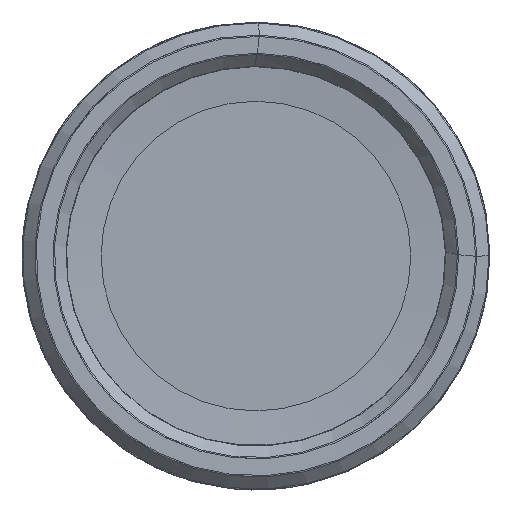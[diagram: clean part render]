
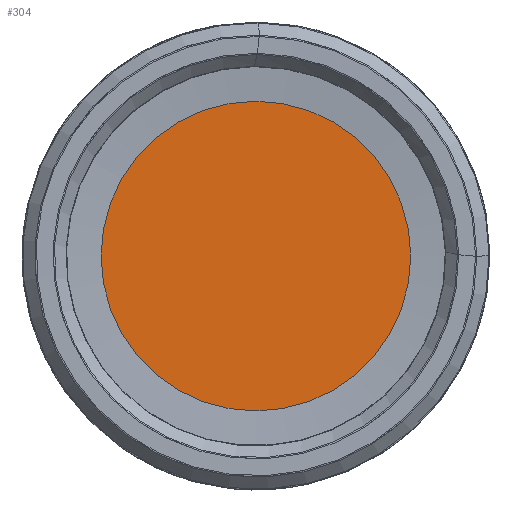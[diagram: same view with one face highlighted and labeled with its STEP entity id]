
A CAD part, left-side view. The second image highlights one B-rep face of the part: STEP entity #304.
In plain terms, the highlighted planar face has unit normal (-1, 0, 0).
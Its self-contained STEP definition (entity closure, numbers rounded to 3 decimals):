
#56=PLANE('',#912);
#304=ADVANCED_FACE('',(#379),#56,.F.);
#379=FACE_OUTER_BOUND('',#431,.T.);
#431=EDGE_LOOP('',(#664));
#508=CIRCLE('',#910,70.239);
#664=ORIENTED_EDGE('',*,*,#808,.T.);
#725=VERTEX_POINT('',#1824);
#808=EDGE_CURVE('',#725,#725,#508,.T.);
#910=AXIS2_PLACEMENT_3D('',#1823,#1073,#1074);
#912=AXIS2_PLACEMENT_3D('',#1826,#1077,#1078);
#1073=DIRECTION('',(-1.,0.,0.));
#1074=DIRECTION('',(0.,0.,1.));
#1077=DIRECTION('',(1.,0.,0.));
#1078=DIRECTION('',(0.,0.,-1.));
#1823=CARTESIAN_POINT('',(7.562,0.,0.));
#1824=CARTESIAN_POINT('',(7.562,0.,70.239));
#1826=CARTESIAN_POINT('',(7.562,70.239,0.));
